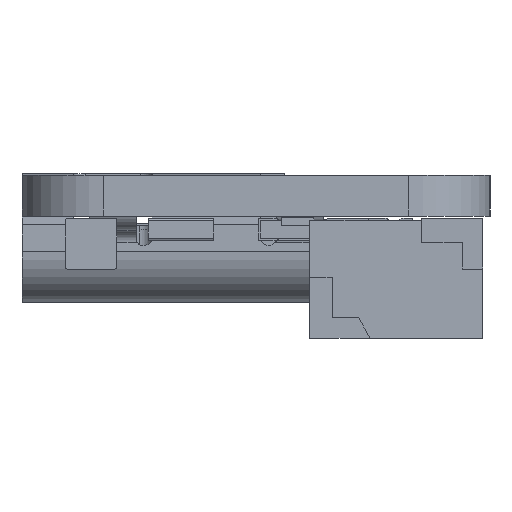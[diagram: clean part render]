
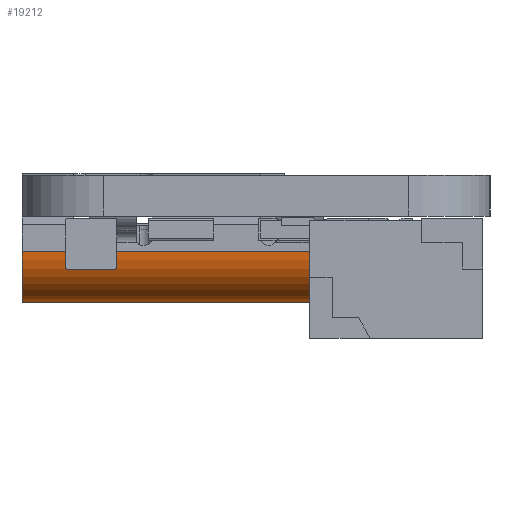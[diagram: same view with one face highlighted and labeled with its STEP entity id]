
A CAD part, left-side view. The second image highlights one B-rep face of the part: STEP entity #19212.
In plain terms, the highlighted cylindrical face has radius 1.251 mm (diameter 2.503 mm), a partial arc.
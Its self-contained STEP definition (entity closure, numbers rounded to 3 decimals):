
#127 = PLANE('',#128);
#128 = AXIS2_PLACEMENT_3D('',#129,#130,#131);
#129 = CARTESIAN_POINT('',(-3.224,-0.48,2.06));
#130 = DIRECTION('',(0.,0.,1.));
#131 = DIRECTION('',(1.,0.,0.));
#703 = VERTEX_POINT('',#704);
#704 = CARTESIAN_POINT('',(-3.224,7.48,2.06));
#730 = EDGE_CURVE('',#731,#703,#733,.T.);
#731 = VERTEX_POINT('',#732);
#732 = CARTESIAN_POINT('',(-3.224,-0.48,2.06));
#733 = SURFACE_CURVE('',#734,(#738,#745),.PCURVE_S1.);
#734 = LINE('',#735,#736);
#735 = CARTESIAN_POINT('',(-3.224,-0.48,2.06));
#736 = VECTOR('',#737,1.);
#737 = DIRECTION('',(0.,1.,0.));
#738 = PCURVE('',#127,#739);
#739 = DEFINITIONAL_REPRESENTATION('',(#740),#744);
#740 = LINE('',#741,#742);
#741 = CARTESIAN_POINT('',(0.,0.));
#742 = VECTOR('',#743,1.);
#743 = DIRECTION('',(0.,1.));
#744 = ( GEOMETRIC_REPRESENTATION_CONTEXT(2) 
PARAMETRIC_REPRESENTATION_CONTEXT() REPRESENTATION_CONTEXT('2D SPACE',''
  ) );
#745 = PCURVE('',#746,#751);
#746 = CYLINDRICAL_SURFACE('',#747,1.251);
#747 = AXIS2_PLACEMENT_3D('',#748,#749,#750);
#748 = CARTESIAN_POINT('',(-3.224,-0.48,0.809));
#749 = DIRECTION('',(0.,1.,0.));
#750 = DIRECTION('',(0.,0.,1.));
#751 = DEFINITIONAL_REPRESENTATION('',(#752),#756);
#752 = LINE('',#753,#754);
#753 = CARTESIAN_POINT('',(6.283,0.));
#754 = VECTOR('',#755,1.);
#755 = DIRECTION('',(0.,1.));
#756 = ( GEOMETRIC_REPRESENTATION_CONTEXT(2) 
PARAMETRIC_REPRESENTATION_CONTEXT() REPRESENTATION_CONTEXT('2D SPACE',''
  ) );
#1074 = PLANE('',#1075);
#1075 = AXIS2_PLACEMENT_3D('',#1076,#1077,#1078);
#1076 = CARTESIAN_POINT('',(-4.175,7.48,0.809));
#1077 = DIRECTION('',(0.,-1.,0.));
#1078 = DIRECTION('',(0.,0.,-1.));
#4460 = PLANE('',#4461);
#4461 = AXIS2_PLACEMENT_3D('',#4462,#4463,#4464);
#4462 = CARTESIAN_POINT('',(-4.475,-0.48,2.51));
#4463 = DIRECTION('',(-1.,0.,0.));
#4464 = DIRECTION('',(0.,0.,1.));
#7074 = VERTEX_POINT('',#7075);
#7075 = CARTESIAN_POINT('',(-4.475,-0.48,0.809));
#7101 = EDGE_CURVE('',#7074,#7102,#7104,.T.);
#7102 = VERTEX_POINT('',#7103);
#7103 = CARTESIAN_POINT('',(-4.475,7.48,0.809));
#7104 = SURFACE_CURVE('',#7105,(#7109,#7116),.PCURVE_S1.);
#7105 = LINE('',#7106,#7107);
#7106 = CARTESIAN_POINT('',(-4.475,-0.48,0.809));
#7107 = VECTOR('',#7108,1.);
#7108 = DIRECTION('',(0.,1.,0.));
#7109 = PCURVE('',#4460,#7110);
#7110 = DEFINITIONAL_REPRESENTATION('',(#7111),#7115);
#7111 = LINE('',#7112,#7113);
#7112 = CARTESIAN_POINT('',(-1.702,0.));
#7113 = VECTOR('',#7114,1.);
#7114 = DIRECTION('',(0.,1.));
#7115 = ( GEOMETRIC_REPRESENTATION_CONTEXT(2) 
PARAMETRIC_REPRESENTATION_CONTEXT() REPRESENTATION_CONTEXT('2D SPACE',''
  ) );
#7116 = PCURVE('',#746,#7117);
#7117 = DEFINITIONAL_REPRESENTATION('',(#7118),#7122);
#7118 = LINE('',#7119,#7120);
#7119 = CARTESIAN_POINT('',(4.712,0.));
#7120 = VECTOR('',#7121,1.);
#7121 = DIRECTION('',(0.,1.));
#7122 = ( GEOMETRIC_REPRESENTATION_CONTEXT(2) 
PARAMETRIC_REPRESENTATION_CONTEXT() REPRESENTATION_CONTEXT('2D SPACE',''
  ) );
#13691 = PLANE('',#13692);
#13692 = AXIS2_PLACEMENT_3D('',#13693,#13694,#13695);
#13693 = CARTESIAN_POINT('',(-3.224,-0.48,1.86));
#13694 = DIRECTION('',(0.,1.,0.));
#13695 = DIRECTION('',(0.,0.,1.));
#19212 = ADVANCED_FACE('',(#19213),#746,.T.);
#19213 = FACE_BOUND('',#19214,.T.);
#19214 = EDGE_LOOP('',(#19215,#19241,#19242,#19268));
#19215 = ORIENTED_EDGE('',*,*,#19216,.F.);
#19216 = EDGE_CURVE('',#731,#7074,#19217,.T.);
#19217 = SURFACE_CURVE('',#19218,(#19223,#19230),.PCURVE_S1.);
#19218 = CIRCLE('',#19219,1.251);
#19219 = AXIS2_PLACEMENT_3D('',#19220,#19221,#19222);
#19220 = CARTESIAN_POINT('',(-3.224,-0.48,0.809));
#19221 = DIRECTION('',(0.,-1.,0.));
#19222 = DIRECTION('',(0.,0.,1.));
#19223 = PCURVE('',#746,#19224);
#19224 = DEFINITIONAL_REPRESENTATION('',(#19225),#19229);
#19225 = LINE('',#19226,#19227);
#19226 = CARTESIAN_POINT('',(6.283,0.));
#19227 = VECTOR('',#19228,1.);
#19228 = DIRECTION('',(-1.,0.));
#19229 = ( GEOMETRIC_REPRESENTATION_CONTEXT(2) 
PARAMETRIC_REPRESENTATION_CONTEXT() REPRESENTATION_CONTEXT('2D SPACE',''
  ) );
#19230 = PCURVE('',#13691,#19231);
#19231 = DEFINITIONAL_REPRESENTATION('',(#19232),#19240);
#19232 = ( BOUNDED_CURVE() B_SPLINE_CURVE(2,(#19233,#19234,#19235,#19236
    ,#19237,#19238,#19239),.UNSPECIFIED.,.F.,.F.) 
B_SPLINE_CURVE_WITH_KNOTS((1,2,2,2,2,1),(-2.094,0.,
    2.094,4.189,6.283,8.378),
.UNSPECIFIED.) CURVE() GEOMETRIC_REPRESENTATION_ITEM() 
RATIONAL_B_SPLINE_CURVE((1.,0.5,1.,0.5,1.,0.5,1.)) REPRESENTATION_ITEM(
  '') );
#19233 = CARTESIAN_POINT('',(0.2,0.));
#19234 = CARTESIAN_POINT('',(0.2,-2.167));
#19235 = CARTESIAN_POINT('',(-1.677,-1.084));
#19236 = CARTESIAN_POINT('',(-3.554,0.));
#19237 = CARTESIAN_POINT('',(-1.677,1.084));
#19238 = CARTESIAN_POINT('',(0.2,2.167));
#19239 = CARTESIAN_POINT('',(0.2,0.));
#19240 = ( GEOMETRIC_REPRESENTATION_CONTEXT(2) 
PARAMETRIC_REPRESENTATION_CONTEXT() REPRESENTATION_CONTEXT('2D SPACE',''
  ) );
#19241 = ORIENTED_EDGE('',*,*,#730,.T.);
#19242 = ORIENTED_EDGE('',*,*,#19243,.F.);
#19243 = EDGE_CURVE('',#7102,#703,#19244,.T.);
#19244 = SURFACE_CURVE('',#19245,(#19250,#19257),.PCURVE_S1.);
#19245 = CIRCLE('',#19246,1.251);
#19246 = AXIS2_PLACEMENT_3D('',#19247,#19248,#19249);
#19247 = CARTESIAN_POINT('',(-3.224,7.48,0.809));
#19248 = DIRECTION('',(0.,1.,0.));
#19249 = DIRECTION('',(-1.,0.,0.));
#19250 = PCURVE('',#746,#19251);
#19251 = DEFINITIONAL_REPRESENTATION('',(#19252),#19256);
#19252 = LINE('',#19253,#19254);
#19253 = CARTESIAN_POINT('',(4.712,7.96));
#19254 = VECTOR('',#19255,1.);
#19255 = DIRECTION('',(1.,0.));
#19256 = ( GEOMETRIC_REPRESENTATION_CONTEXT(2) 
PARAMETRIC_REPRESENTATION_CONTEXT() REPRESENTATION_CONTEXT('2D SPACE',''
  ) );
#19257 = PCURVE('',#1074,#19258);
#19258 = DEFINITIONAL_REPRESENTATION('',(#19259),#19267);
#19259 = ( BOUNDED_CURVE() B_SPLINE_CURVE(2,(#19260,#19261,#19262,#19263
    ,#19264,#19265,#19266),.UNSPECIFIED.,.F.,.F.) 
B_SPLINE_CURVE_WITH_KNOTS((1,2,2,2,2,1),(-2.094,0.,
    2.094,4.189,6.283,8.378),
.UNSPECIFIED.) CURVE() GEOMETRIC_REPRESENTATION_ITEM() 
RATIONAL_B_SPLINE_CURVE((1.,0.5,1.,0.5,1.,0.5,1.)) REPRESENTATION_ITEM(
  '') );
#19260 = CARTESIAN_POINT('',(0.,-0.3));
#19261 = CARTESIAN_POINT('',(-2.167,-0.3));
#19262 = CARTESIAN_POINT('',(-1.084,1.577));
#19263 = CARTESIAN_POINT('',(0.,3.454));
#19264 = CARTESIAN_POINT('',(1.084,1.577));
#19265 = CARTESIAN_POINT('',(2.167,-0.3));
#19266 = CARTESIAN_POINT('',(0.,-0.3));
#19267 = ( GEOMETRIC_REPRESENTATION_CONTEXT(2) 
PARAMETRIC_REPRESENTATION_CONTEXT() REPRESENTATION_CONTEXT('2D SPACE',''
  ) );
#19268 = ORIENTED_EDGE('',*,*,#7101,.F.);
